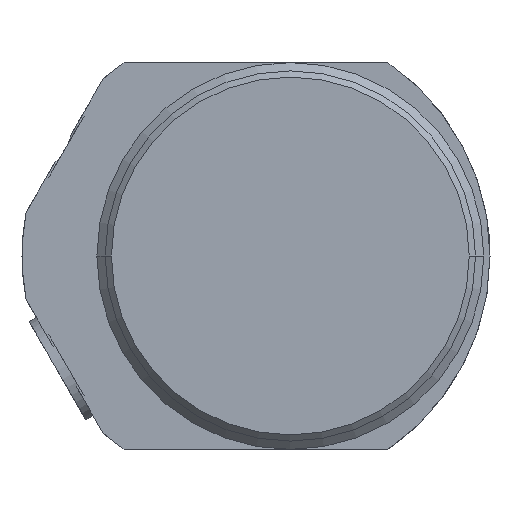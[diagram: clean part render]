
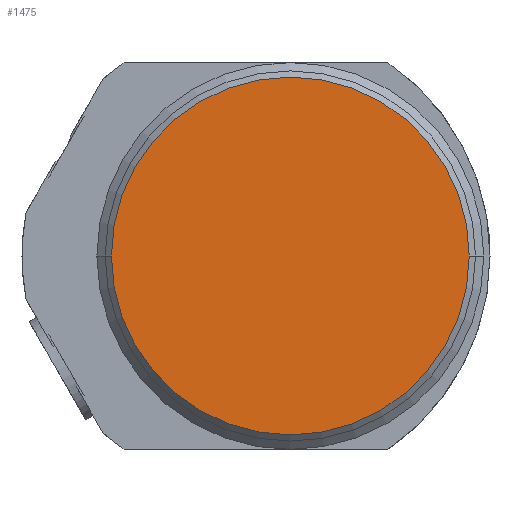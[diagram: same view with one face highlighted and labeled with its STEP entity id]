
A CAD part, left-side view. The second image highlights one B-rep face of the part: STEP entity #1475.
In plain terms, the highlighted planar face has unit normal (-1, 0, 0).
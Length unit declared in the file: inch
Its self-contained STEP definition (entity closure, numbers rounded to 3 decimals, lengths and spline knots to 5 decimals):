
#408=CARTESIAN_POINT('',(-3.312,-0.165,0.));
#409=DIRECTION('',(-1.,0.,0.));
#410=DIRECTION('',(0.,1.,0.));
#411=AXIS2_PLACEMENT_3D('',#408,#409,#410);
#426=CARTESIAN_POINT('',(-3.312,-0.165,0.));
#427=DIRECTION('',(1.,0.,0.));
#428=DIRECTION('',(0.,1.,0.));
#429=AXIS2_PLACEMENT_3D('',#426,#427,#428);
#904=CARTESIAN_POINT('',(-3.312,0.695,0.));
#905=CARTESIAN_POINT('',(-3.312,-1.025,0.));
#906=VERTEX_POINT('',#904);
#907=VERTEX_POINT('',#905);
#1465=CARTESIAN_POINT('',(-3.312,0.,0.));
#1466=DIRECTION('',(1.,0.,0.));
#1467=DIRECTION('',(0.,0.,-1.));
#1468=AXIS2_PLACEMENT_3D('',#1465,#1466,#1467);
#1469=PLANE('',#1468);
#1470=ORIENTED_EDGE('',*,*,#1455,.F.);
#1472=ORIENTED_EDGE('',*,*,#1471,.T.);
#1473=EDGE_LOOP('',(#1470,#1472));
#1474=FACE_OUTER_BOUND('',#1473,.F.);
#1475=ADVANCED_FACE('',(#1474),#1469,.F.);
#412=CIRCLE('',#411,0.86);
#430=CIRCLE('',#429,0.86);
#1455=EDGE_CURVE('',#906,#907,#412,.T.);
#1471=EDGE_CURVE('',#906,#907,#430,.T.);
